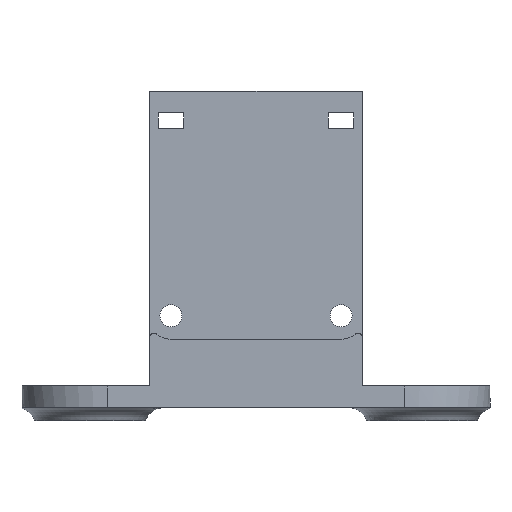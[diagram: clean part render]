
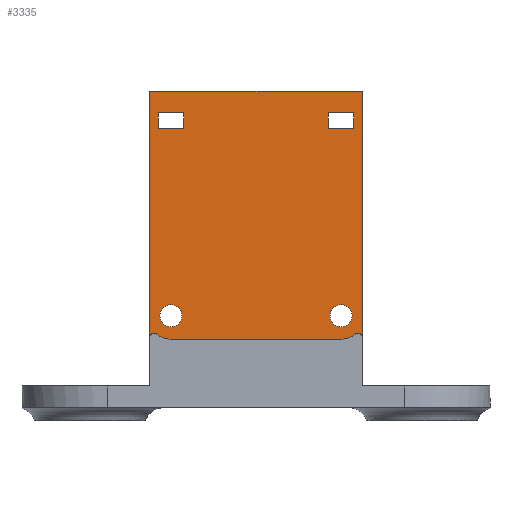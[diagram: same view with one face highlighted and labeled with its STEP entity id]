
A CAD part, front view. The second image highlights one B-rep face of the part: STEP entity #3335.
In plain terms, the highlighted planar face has unit normal (0, -1, 0).
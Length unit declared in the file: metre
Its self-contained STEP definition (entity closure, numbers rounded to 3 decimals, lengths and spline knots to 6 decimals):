
#208=LINE('',#5427,#493);
#212=LINE('',#5436,#497);
#214=LINE('',#5440,#499);
#215=LINE('',#5442,#500);
#216=LINE('',#5444,#501);
#217=LINE('',#5452,#502);
#218=LINE('',#5459,#503);
#219=LINE('',#5466,#504);
#220=LINE('',#5472,#505);
#221=LINE('',#5475,#506);
#222=LINE('',#5477,#507);
#223=LINE('',#5479,#508);
#493=VECTOR('',#4291,1.);
#497=VECTOR('',#4297,1.);
#499=VECTOR('',#4301,1.);
#500=VECTOR('',#4302,1.);
#501=VECTOR('',#4303,1.);
#502=VECTOR('',#4310,1.);
#503=VECTOR('',#4311,1.);
#504=VECTOR('',#4312,1.);
#505=VECTOR('',#4317,1.);
#506=VECTOR('',#4320,1.);
#507=VECTOR('',#4321,1.);
#508=VECTOR('',#4322,1.);
#655=PLANE('',#3623);
#732=B_SPLINE_CURVE_WITH_KNOTS('',3,(#5454,#5455,#5456,#5457),
 .UNSPECIFIED.,.F.,.F.,(4,4),(0.,1.),.UNSPECIFIED.);
#733=B_SPLINE_CURVE_WITH_KNOTS('',3,(#5461,#5462,#5463,#5464),
 .UNSPECIFIED.,.F.,.F.,(4,4),(0.,1.),.UNSPECIFIED.);
#1264=ORIENTED_EDGE('',*,*,#2035,.T.);
#1265=ORIENTED_EDGE('',*,*,#2033,.T.);
#1266=ORIENTED_EDGE('',*,*,#2036,.T.);
#1267=ORIENTED_EDGE('',*,*,#2037,.T.);
#1268=ORIENTED_EDGE('',*,*,#2038,.T.);
#1269=ORIENTED_EDGE('',*,*,#2039,.T.);
#1270=ORIENTED_EDGE('',*,*,#2040,.T.);
#1271=ORIENTED_EDGE('',*,*,#2041,.T.);
#1272=ORIENTED_EDGE('',*,*,#2042,.F.);
#1273=ORIENTED_EDGE('',*,*,#2043,.T.);
#1274=ORIENTED_EDGE('',*,*,#2044,.T.);
#1275=ORIENTED_EDGE('',*,*,#2045,.T.);
#1276=ORIENTED_EDGE('',*,*,#2046,.T.);
#1277=ORIENTED_EDGE('',*,*,#2047,.T.);
#1278=ORIENTED_EDGE('',*,*,#2048,.T.);
#1279=ORIENTED_EDGE('',*,*,#2049,.T.);
#1280=ORIENTED_EDGE('',*,*,#2050,.T.);
#1281=ORIENTED_EDGE('',*,*,#2029,.T.);
#1282=ORIENTED_EDGE('',*,*,#2051,.T.);
#1283=ORIENTED_EDGE('',*,*,#2052,.T.);
#2029=EDGE_CURVE('',#2445,#2444,#208,.T.);
#2033=EDGE_CURVE('',#2449,#2448,#212,.T.);
#2035=EDGE_CURVE('',#2450,#2449,#214,.T.);
#2036=EDGE_CURVE('',#2448,#2451,#215,.T.);
#2037=EDGE_CURVE('',#2451,#2450,#216,.T.);
#2038=EDGE_CURVE('',#2452,#2452,#2649,.T.);
#2039=EDGE_CURVE('',#2453,#2453,#2650,.T.);
#2040=EDGE_CURVE('',#2454,#2455,#2651,.T.);
#2041=EDGE_CURVE('',#2455,#2456,#217,.T.);
#2042=EDGE_CURVE('',#2457,#2456,#732,.F.);
#2043=EDGE_CURVE('',#2457,#2458,#218,.T.);
#2044=EDGE_CURVE('',#2458,#2459,#733,.T.);
#2045=EDGE_CURVE('',#2459,#2460,#219,.T.);
#2046=EDGE_CURVE('',#2460,#2461,#2652,.T.);
#2047=EDGE_CURVE('',#2461,#2462,#2653,.T.);
#2048=EDGE_CURVE('',#2462,#2463,#220,.T.);
#2049=EDGE_CURVE('',#2463,#2454,#2654,.T.);
#2050=EDGE_CURVE('',#2464,#2445,#221,.T.);
#2051=EDGE_CURVE('',#2444,#2465,#222,.T.);
#2052=EDGE_CURVE('',#2465,#2464,#223,.T.);
#2444=VERTEX_POINT('',#5426);
#2445=VERTEX_POINT('',#5428);
#2448=VERTEX_POINT('',#5435);
#2449=VERTEX_POINT('',#5437);
#2450=VERTEX_POINT('',#5441);
#2451=VERTEX_POINT('',#5443);
#2452=VERTEX_POINT('',#5446);
#2453=VERTEX_POINT('',#5448);
#2454=VERTEX_POINT('',#5450);
#2455=VERTEX_POINT('',#5451);
#2456=VERTEX_POINT('',#5453);
#2457=VERTEX_POINT('',#5458);
#2458=VERTEX_POINT('',#5460);
#2459=VERTEX_POINT('',#5465);
#2460=VERTEX_POINT('',#5467);
#2461=VERTEX_POINT('',#5469);
#2462=VERTEX_POINT('',#5471);
#2463=VERTEX_POINT('',#5473);
#2464=VERTEX_POINT('',#5476);
#2465=VERTEX_POINT('',#5478);
#2649=CIRCLE('',#3624,0.0026);
#2650=CIRCLE('',#3625,0.0026);
#2651=CIRCLE('',#3626,0.00105);
#2652=CIRCLE('',#3627,0.00105);
#2653=CIRCLE('',#3628,0.0048);
#2654=CIRCLE('',#3629,0.0048);
#2811=EDGE_LOOP('',(#1264,#1265,#1266,#1267));
#2812=EDGE_LOOP('',(#1268));
#2813=EDGE_LOOP('',(#1269));
#2814=EDGE_LOOP('',(#1270,#1271,#1272,#1273,#1274,#1275,#1276,#1277,#1278,
#1279));
#2815=EDGE_LOOP('',(#1280,#1281,#1282,#1283));
#3065=FACE_BOUND('',#2811,.T.);
#3066=FACE_BOUND('',#2812,.T.);
#3067=FACE_BOUND('',#2813,.T.);
#3068=FACE_BOUND('',#2814,.T.);
#3069=FACE_BOUND('',#2815,.T.);
#3335=ADVANCED_FACE('',(#3065,#3066,#3067,#3068,#3069),#655,.F.);
#3623=AXIS2_PLACEMENT_3D('',#5439,#4299,#4300);
#3624=AXIS2_PLACEMENT_3D('',#5445,#4304,#4305);
#3625=AXIS2_PLACEMENT_3D('',#5447,#4306,#4307);
#3626=AXIS2_PLACEMENT_3D('',#5449,#4308,#4309);
#3627=AXIS2_PLACEMENT_3D('',#5468,#4313,#4314);
#3628=AXIS2_PLACEMENT_3D('',#5470,#4315,#4316);
#3629=AXIS2_PLACEMENT_3D('',#5474,#4318,#4319);
#4291=DIRECTION('',(0.,0.,-1.));
#4297=DIRECTION('',(0.,0.,-1.));
#4299=DIRECTION('',(0.,1.,0.));
#4300=DIRECTION('',(1.,0.,0.));
#4301=DIRECTION('',(1.,0.,0.));
#4302=DIRECTION('',(-1.,0.,0.));
#4303=DIRECTION('',(0.,0.,1.));
#4304=DIRECTION('',(0.,1.,0.));
#4305=DIRECTION('',(1.,0.,0.));
#4306=DIRECTION('',(0.,1.,0.));
#4307=DIRECTION('',(1.,0.,0.));
#4308=DIRECTION('',(0.,1.,0.));
#4309=DIRECTION('',(1.,0.,0.));
#4310=DIRECTION('',(0.,0.,1.));
#4311=DIRECTION('',(-1.,0.,0.));
#4312=DIRECTION('',(0.,0.,-1.));
#4313=DIRECTION('',(0.,1.,0.));
#4314=DIRECTION('',(0.641,0.,0.768));
#4315=DIRECTION('',(0.,-1.,0.));
#4316=DIRECTION('',(-0.641,0.,-0.768));
#4317=DIRECTION('',(1.,0.,0.));
#4318=DIRECTION('',(0.,-1.,0.));
#4319=DIRECTION('',(0.,0.,-1.));
#4320=DIRECTION('',(1.,0.,0.));
#4321=DIRECTION('',(-1.,0.,0.));
#4322=DIRECTION('',(0.,0.,1.));
#5426=CARTESIAN_POINT('',(0.023,-0.033235,0.065509));
#5427=CARTESIAN_POINT('',(0.023,-0.033235,0.04083));
#5428=CARTESIAN_POINT('',(0.023,-0.033235,0.069209));
#5435=CARTESIAN_POINT('',(-0.017,-0.033235,0.065509));
#5436=CARTESIAN_POINT('',(-0.017,-0.033235,0.04083));
#5437=CARTESIAN_POINT('',(-0.017,-0.033235,0.069209));
#5439=CARTESIAN_POINT('',(0.,-0.033235,0.03425));
#5440=CARTESIAN_POINT('',(-0.0115,-0.033235,0.069209));
#5441=CARTESIAN_POINT('',(-0.023,-0.033235,0.069209));
#5442=CARTESIAN_POINT('',(-0.0085,-0.033235,0.065509));
#5443=CARTESIAN_POINT('',(-0.023,-0.033235,0.065509));
#5444=CARTESIAN_POINT('',(-0.023,-0.033235,0.03948));
#5445=CARTESIAN_POINT('',(0.02,-0.033235,0.0215));
#5446=CARTESIAN_POINT('',(0.0226,-0.033235,0.0215));
#5447=CARTESIAN_POINT('',(-0.02,-0.033235,0.0215));
#5448=CARTESIAN_POINT('',(-0.0174,-0.033235,0.0215));
#5449=CARTESIAN_POINT('',(0.02395,-0.033235,0.01631));
#5450=CARTESIAN_POINT('',(0.023277,-0.033235,0.017116));
#5451=CARTESIAN_POINT('',(0.025,-0.033235,0.01631));
#5452=CARTESIAN_POINT('',(0.025,-0.033235,0.017125));
#5453=CARTESIAN_POINT('',(0.025,-0.033235,0.0525));
#5454=CARTESIAN_POINT('',(0.025,-0.033235,0.0525));
#5455=CARTESIAN_POINT('',(0.025,-0.033235,0.059767));
#5456=CARTESIAN_POINT('',(0.025,-0.033235,0.067033));
#5457=CARTESIAN_POINT('',(0.025,-0.033235,0.0743));
#5458=CARTESIAN_POINT('',(0.025,-0.033235,0.0743));
#5459=CARTESIAN_POINT('',(0.,-0.033235,0.0743));
#5460=CARTESIAN_POINT('',(-0.025,-0.033235,0.0743));
#5461=CARTESIAN_POINT('',(-0.025,-0.033235,0.0743));
#5462=CARTESIAN_POINT('',(-0.025,-0.033235,0.067033));
#5463=CARTESIAN_POINT('',(-0.025,-0.033235,0.059767));
#5464=CARTESIAN_POINT('',(-0.025,-0.033235,0.0525));
#5465=CARTESIAN_POINT('',(-0.025,-0.033235,0.0525));
#5466=CARTESIAN_POINT('',(-0.025,-0.033235,0.017125));
#5467=CARTESIAN_POINT('',(-0.025,-0.033235,0.01631));
#5468=CARTESIAN_POINT('',(-0.02395,-0.033235,0.01631));
#5469=CARTESIAN_POINT('',(-0.023277,-0.033235,0.017116));
#5470=CARTESIAN_POINT('',(-0.0202,-0.033235,0.0208));
#5471=CARTESIAN_POINT('',(-0.0202,-0.033235,0.016));
#5472=CARTESIAN_POINT('',(0.0101,-0.033235,0.016));
#5473=CARTESIAN_POINT('',(0.0202,-0.033235,0.016));
#5474=CARTESIAN_POINT('',(0.0202,-0.033235,0.0208));
#5475=CARTESIAN_POINT('',(0.0085,-0.033235,0.069209));
#5476=CARTESIAN_POINT('',(0.017,-0.033235,0.069209));
#5477=CARTESIAN_POINT('',(0.0115,-0.033235,0.065509));
#5478=CARTESIAN_POINT('',(0.017,-0.033235,0.065509));
#5479=CARTESIAN_POINT('',(0.017,-0.033235,0.03948));
